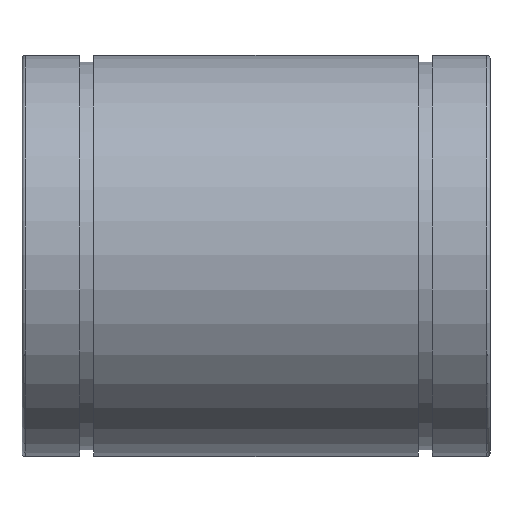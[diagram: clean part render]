
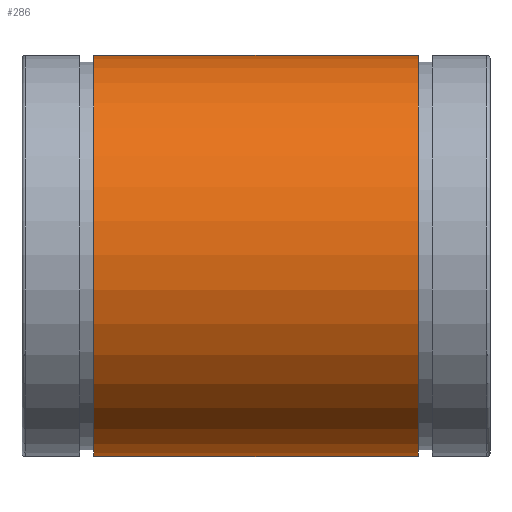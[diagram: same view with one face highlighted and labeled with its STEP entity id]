
A CAD part, front view. The second image highlights one B-rep face of the part: STEP entity #286.
In plain terms, the highlighted cylindrical face has radius 60 mm (diameter 120 mm), a partial arc.
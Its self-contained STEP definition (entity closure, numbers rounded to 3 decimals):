
#17=CYLINDRICAL_SURFACE('',#324,60.);
#23=CIRCLE('',#322,60.);
#25=CIRCLE('',#325,60.);
#40=FACE_OUTER_BOUND('',#56,.T.);
#56=EDGE_LOOP('',(#223,#224,#225,#226));
#74=LINE('',#441,#98);
#96=LINE('',#529,#120);
#98=VECTOR('',#354,10.);
#120=VECTOR('',#378,10.);
#121=VERTEX_POINT('',#437);
#123=VERTEX_POINT('',#440);
#136=VERTEX_POINT('',#485);
#148=VERTEX_POINT('',#527);
#150=EDGE_CURVE('',#123,#121,#74,.T.);
#176=EDGE_CURVE('',#136,#148,#96,.T.);
#177=EDGE_CURVE('',#136,#121,#23,.T.);
#179=EDGE_CURVE('',#148,#123,#25,.T.);
#223=ORIENTED_EDGE('',*,*,#176,.T.);
#224=ORIENTED_EDGE('',*,*,#179,.T.);
#225=ORIENTED_EDGE('',*,*,#150,.T.);
#226=ORIENTED_EDGE('',*,*,#177,.F.);
#286=ADVANCED_FACE('',(#40),#17,.T.);
#322=AXIS2_PLACEMENT_3D('',#531,#381,#382);
#324=AXIS2_PLACEMENT_3D('',#533,#385,#386);
#325=AXIS2_PLACEMENT_3D('',#534,#387,#388);
#354=DIRECTION('',(1.,0.,0.));
#378=DIRECTION('',(-1.,0.,0.));
#381=DIRECTION('center_axis',(1.,0.,0.));
#382=DIRECTION('ref_axis',(0.,1.,0.));
#385=DIRECTION('center_axis',(1.,0.,0.));
#386=DIRECTION('ref_axis',(0.,-0.94,0.342));
#387=DIRECTION('center_axis',(1.,0.,0.));
#388=DIRECTION('ref_axis',(0.,1.,0.));
#437=CARTESIAN_POINT('',(48.6,55.851,-21.924));
#440=CARTESIAN_POINT('',(-48.6,55.851,-21.924));
#441=CARTESIAN_POINT('',(0.,55.851,-21.924));
#485=CARTESIAN_POINT('',(48.6,56.877,-19.105));
#527=CARTESIAN_POINT('',(-48.6,56.877,-19.105));
#529=CARTESIAN_POINT('',(0.,56.877,-19.105));
#531=CARTESIAN_POINT('Origin',(48.6,0.,0.));
#533=CARTESIAN_POINT('Origin',(0.,0.,0.));
#534=CARTESIAN_POINT('Origin',(-48.6,0.,0.));
